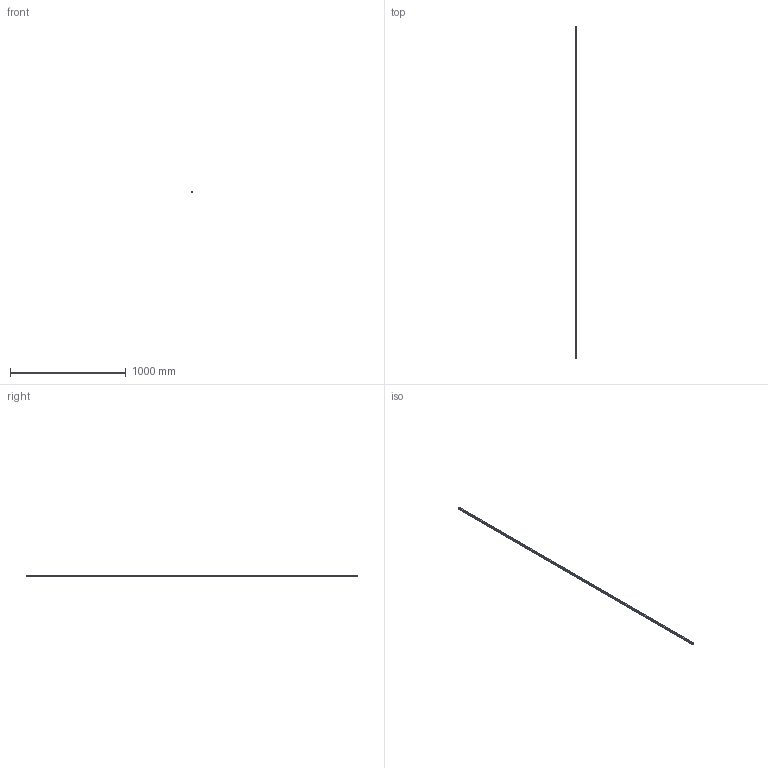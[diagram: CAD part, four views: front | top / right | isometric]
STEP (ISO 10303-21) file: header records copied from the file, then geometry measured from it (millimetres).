
FILE_DESCRIPTION(('STEP AP214'),'1');
FILE_NAME('cctmp_5FAF30C9-61A0-4816-9A5B-27EA5210FE9A_2020_5_5_13_50_46_689..stp','2020-05-05T11:50:46',('HIWIN GmbH'),('CADClick - www.CADClick.com'),'Spatial InterOp 3D',' ','unknown authorization');
FILE_SCHEMA(('AUTOMOTIVE_DESIGN'));
Length unit declared in the file: millimetre
Products named in the file (1): HGR15R2870H_FILE
Bounding box: 15 x 2870 x 15 mm (x, y, z)
Volume: 527250.4 mm3; surface area: 191129.5 mm2
Topology: 1 solids, 1 shells, 547 faces, 1191 edges, 794 vertices
Faces by surface type: cylinder 314, plane 233
Entity records: 19633 total; most frequent: DIRECTION 2915, CARTESIAN_POINT 2533, ORIENTED_EDGE 2382, EDGE_CURVE 1191, AXIS2_PLACEMENT_3D 1176, VERTEX_POINT 794, EDGE_LOOP 695, CIRCLE 628
